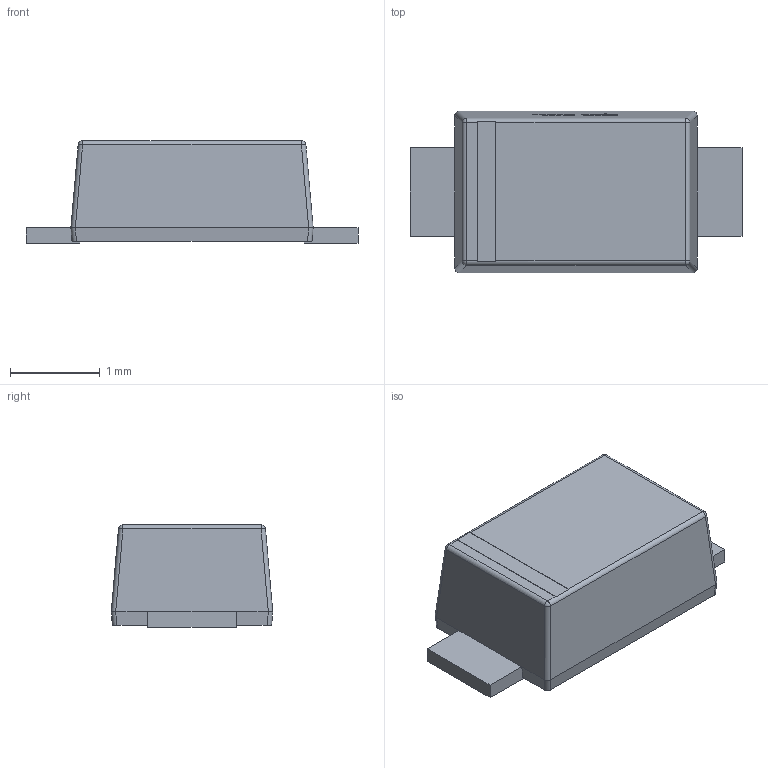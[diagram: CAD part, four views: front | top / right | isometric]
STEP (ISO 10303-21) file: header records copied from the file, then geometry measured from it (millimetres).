
FILE_DESCRIPTION (( 'STEP AP214' ), '1' );
FILE_NAME ('SOD-123_L2.8-W1.8-LS3.9-FD.step', '2022-07-29T07:48:19', ( '' ), ( '' ), 'SwSTEP 2.0', 'SolidWorks 2020', '' );
FILE_SCHEMA (( 'AUTOMOTIVE_DESIGN' ));
Length unit declared in the file: millimetre
Products named in the file (1): SOD-123_L2.8-W1.8-LS3.9-FD
Bounding box: 3.7 x 1.8 x 1.14 mm (x, y, z)
Volume: 5.2 mm3; surface area: 20.9 mm2
Topology: 1 solids, 1 shells, 268 faces, 717 edges, 470 vertices
Faces by surface type: plane 154, bspline 98, cylinder 12, sphere 4
Entity records: 11759 total; most frequent: CARTESIAN_POINT 2786, ORIENTED_EDGE 1434, DIRECTION 867, EDGE_CURVE 717, LINE 493, VECTOR 493, VERTEX_POINT 470, EDGE_LOOP 287
